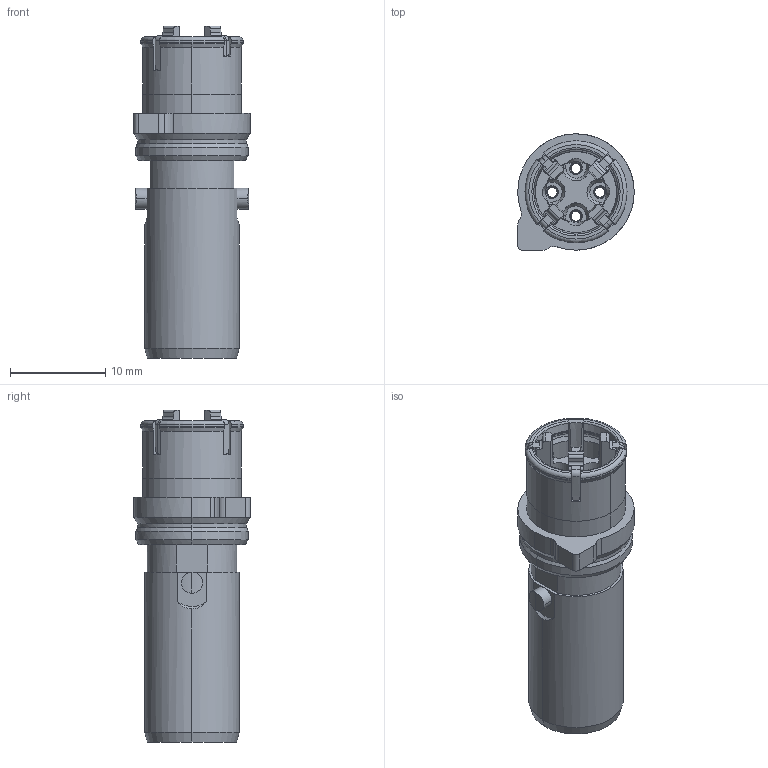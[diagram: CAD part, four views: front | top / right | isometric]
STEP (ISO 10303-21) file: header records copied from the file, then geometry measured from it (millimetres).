
FILE_DESCRIPTION(('CATIA V5 STEP Exchange','CAx-IF Rec.Pracs.--- Model Styling and Organization---1.4--- 2014-01-23'),'2;1');
FILE_NAME ('162266-2_1', '2019-02-28T08:38:57+00:00', ('none'), ('Weidmueller'), 'CATIA Version 5-6 Release 2016 SP3 HF44', 'CATIA V5 STEP AP214', 'none');
FILE_SCHEMA(('AUTOMOTIVE_DESIGN { 1 0 10303 214 1 1 1 1 }'));
Length unit declared in the file: millimetre
Products named in the file (1): 2427920000
Bounding box: 12.2 x 12.2 x 34.8 mm (x, y, z)
Volume: 1620.1 mm3; surface area: 3689.3 mm2
Topology: 2 solids, 2 shells, 652 faces, 1848 edges, 1195 vertices
Faces by surface type: plane 228, cylinder 215, cone 100, torus 56, extrusion 42, bspline 11
Entity records: 24504 total; most frequent: CARTESIAN_POINT 8926, ORIENTED_EDGE 3696, DIRECTION 2453, EDGE_CURVE 1848, VERTEX_POINT 1195, AXIS2_PLACEMENT_3D 1057, VECTOR 813, LINE 771
